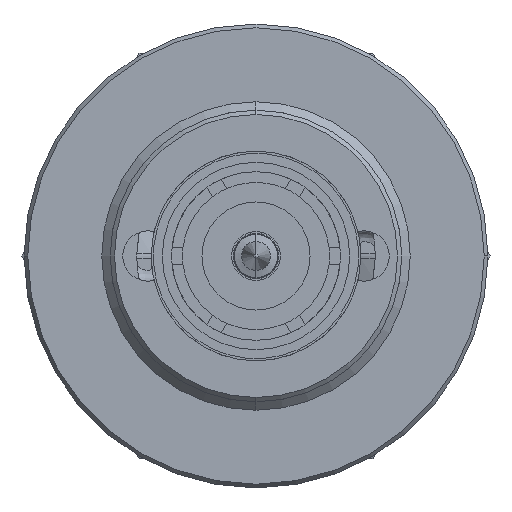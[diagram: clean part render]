
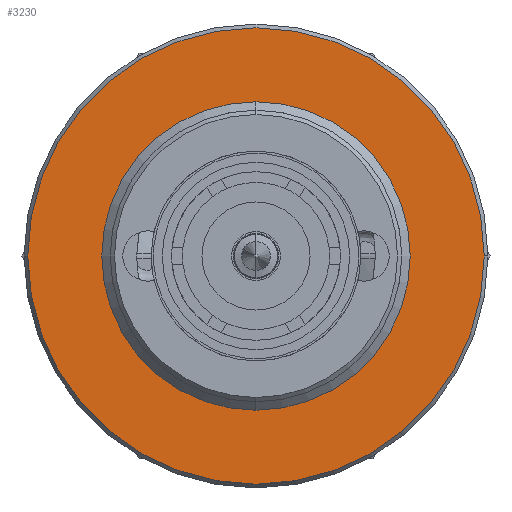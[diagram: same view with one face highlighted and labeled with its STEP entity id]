
A CAD part, left-side view. The second image highlights one B-rep face of the part: STEP entity #3230.
In plain terms, the highlighted face is planar.
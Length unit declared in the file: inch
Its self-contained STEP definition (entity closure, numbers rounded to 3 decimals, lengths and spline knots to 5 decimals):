
#244 = CARTESIAN_POINT ( 'NONE',  ( 0., -0.118, 0.42224 ) ) ;
#317 = ORIENTED_EDGE ( 'NONE', *, *, #3875, .F. ) ;
#1661 = CARTESIAN_POINT ( 'NONE',  ( 0., -0.118, 0. ) ) ;
#1680 = CARTESIAN_POINT ( 'NONE',  ( 0., -0.118, 0. ) ) ;
#2082 = CIRCLE ( 'NONE', #20454, 0.42224 ) ;
#2677 = PLANE ( 'NONE',  #6552 ) ;
#2763 = VERTEX_POINT ( 'NONE', #15194 ) ;
#3230 = ADVANCED_FACE ( 'NONE', ( #20873, #15529 ), #2677, .T. ) ;
#3426 = EDGE_CURVE ( 'NONE', #16986, #2763, #3862, .T. ) ;
#3862 = CIRCLE ( 'NONE', #13826, 0.25 ) ;
#3875 = EDGE_CURVE ( 'NONE', #2763, #16986, #22616, .T. ) ;
#4047 = ORIENTED_EDGE ( 'NONE', *, *, #10614, .T. ) ;
#4506 = AXIS2_PLACEMENT_3D ( 'NONE', #1680, #16665, #18468 ) ;
#5762 = DIRECTION ( 'NONE',  ( 0., -1., 0. ) ) ;
#6166 = DIRECTION ( 'NONE',  ( 0., -1., 0. ) ) ;
#6552 = AXIS2_PLACEMENT_3D ( 'NONE', #13479, #6166, #15417 ) ;
#6649 = VERTEX_POINT ( 'NONE', #244 ) ;
#7151 = ORIENTED_EDGE ( 'NONE', *, *, #14031, .T. ) ;
#7182 = VERTEX_POINT ( 'NONE', #16274 ) ;
#8110 = AXIS2_PLACEMENT_3D ( 'NONE', #1661, #9004, #23589 ) ;
#8697 = EDGE_LOOP ( 'NONE', ( #18429, #317 ) ) ;
#9004 = DIRECTION ( 'NONE',  ( 0., -1., 0. ) ) ;
#10240 = CIRCLE ( 'NONE', #4506, 0.42224 ) ;
#10614 = EDGE_CURVE ( 'NONE', #7182, #6649, #2082, .T. ) ;
#10704 = CARTESIAN_POINT ( 'NONE',  ( 0., -0.118, 0. ) ) ;
#11405 = CARTESIAN_POINT ( 'NONE',  ( 0., -0.118, 0. ) ) ;
#11706 = EDGE_LOOP ( 'NONE', ( #7151, #4047 ) ) ;
#13479 = CARTESIAN_POINT ( 'NONE',  ( 0., -0.118, 0. ) ) ;
#13826 = AXIS2_PLACEMENT_3D ( 'NONE', #10704, #16215, #14416 ) ;
#14031 = EDGE_CURVE ( 'NONE', #6649, #7182, #10240, .T. ) ;
#14416 = DIRECTION ( 'NONE',  ( 0., 0., -1. ) ) ;
#15194 = CARTESIAN_POINT ( 'NONE',  ( 0., -0.118, -0.25 ) ) ;
#15417 = DIRECTION ( 'NONE',  ( 0., 0., -1. ) ) ;
#15529 = FACE_BOUND ( 'NONE', #8697, .T. ) ;
#16215 = DIRECTION ( 'NONE',  ( 0., -1., 0. ) ) ;
#16274 = CARTESIAN_POINT ( 'NONE',  ( 0., -0.118, -0.42224 ) ) ;
#16665 = DIRECTION ( 'NONE',  ( 0., -1., 0. ) ) ;
#16986 = VERTEX_POINT ( 'NONE', #21472 ) ;
#18429 = ORIENTED_EDGE ( 'NONE', *, *, #3426, .F. ) ;
#18468 = DIRECTION ( 'NONE',  ( 0., 0., -1. ) ) ;
#18704 = DIRECTION ( 'NONE',  ( 0., 0., -1. ) ) ;
#20454 = AXIS2_PLACEMENT_3D ( 'NONE', #11405, #5762, #18704 ) ;
#20873 = FACE_OUTER_BOUND ( 'NONE', #11706, .T. ) ;
#21472 = CARTESIAN_POINT ( 'NONE',  ( 0., -0.118, 0.25 ) ) ;
#22616 = CIRCLE ( 'NONE', #8110, 0.25 ) ;
#23589 = DIRECTION ( 'NONE',  ( 0., 0., -1. ) ) ;
